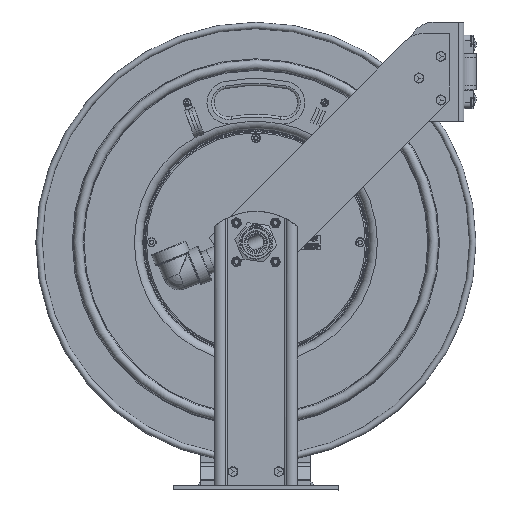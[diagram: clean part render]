
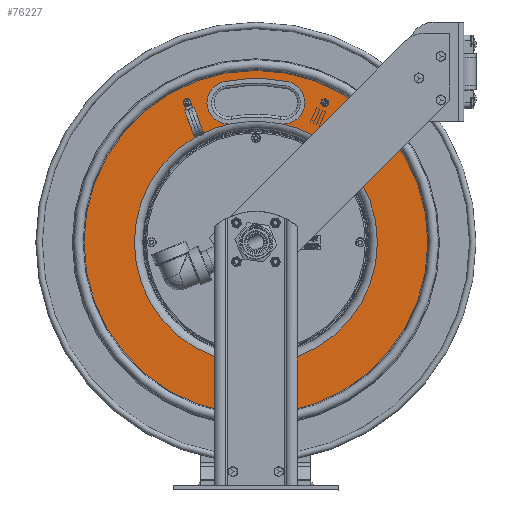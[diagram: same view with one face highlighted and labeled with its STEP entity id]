
A CAD part, top view. The second image highlights one B-rep face of the part: STEP entity #76227.
In plain terms, the highlighted planar face has unit normal (0, 0, 1).
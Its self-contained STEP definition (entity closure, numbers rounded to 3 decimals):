
#4481=FACE_BOUND('',#8753,.T.);
#4482=FACE_BOUND('',#8754,.T.);
#4483=FACE_BOUND('',#8755,.T.);
#4484=FACE_BOUND('',#8756,.T.);
#5473=FACE_OUTER_BOUND('',#8752,.T.);
#8752=EDGE_LOOP('',(#55883,#55884));
#8753=EDGE_LOOP('',(#55885,#55886));
#8754=EDGE_LOOP('',(#55887));
#8755=EDGE_LOOP('',(#55888));
#8756=EDGE_LOOP('',(#55889,#55890,#55891,#55892));
#12290=CIRCLE('',#80454,6.625);
#12291=CIRCLE('',#80455,6.625);
#12293=CIRCLE('',#80458,9.375);
#12294=CIRCLE('',#80459,9.375);
#12295=CIRCLE('',#80460,0.11);
#12296=CIRCLE('',#80461,0.11);
#12297=CIRCLE('',#80462,8.766);
#12298=CIRCLE('',#80463,1.);
#12299=CIRCLE('',#80464,6.766);
#12300=CIRCLE('',#80465,1.);
#31389=VERTEX_POINT('',#112741);
#31390=VERTEX_POINT('',#112742);
#31391=VERTEX_POINT('',#112747);
#31392=VERTEX_POINT('',#112748);
#31393=VERTEX_POINT('',#112751);
#31394=VERTEX_POINT('',#112753);
#31395=VERTEX_POINT('',#112755);
#31396=VERTEX_POINT('',#112756);
#31397=VERTEX_POINT('',#112758);
#31398=VERTEX_POINT('',#112760);
#41820=EDGE_CURVE('',#31389,#31390,#12290,.T.);
#41821=EDGE_CURVE('',#31390,#31389,#12291,.T.);
#41823=EDGE_CURVE('',#31391,#31392,#12293,.T.);
#41824=EDGE_CURVE('',#31392,#31391,#12294,.T.);
#41825=EDGE_CURVE('',#31393,#31393,#12295,.T.);
#41826=EDGE_CURVE('',#31394,#31394,#12296,.T.);
#41827=EDGE_CURVE('',#31395,#31396,#12297,.T.);
#41828=EDGE_CURVE('',#31396,#31397,#12298,.T.);
#41829=EDGE_CURVE('',#31397,#31398,#12299,.T.);
#41830=EDGE_CURVE('',#31398,#31395,#12300,.T.);
#55883=ORIENTED_EDGE('',*,*,#41823,.F.);
#55884=ORIENTED_EDGE('',*,*,#41824,.F.);
#55885=ORIENTED_EDGE('',*,*,#41820,.T.);
#55886=ORIENTED_EDGE('',*,*,#41821,.T.);
#55887=ORIENTED_EDGE('',*,*,#41825,.T.);
#55888=ORIENTED_EDGE('',*,*,#41826,.T.);
#55889=ORIENTED_EDGE('',*,*,#41827,.T.);
#55890=ORIENTED_EDGE('',*,*,#41828,.T.);
#55891=ORIENTED_EDGE('',*,*,#41829,.T.);
#55892=ORIENTED_EDGE('',*,*,#41830,.T.);
#71151=PLANE('',#80457);
#76227=ADVANCED_FACE('',(#5473,#4481,#4482,#4483,#4484),#71151,.T.);
#80454=AXIS2_PLACEMENT_3D('',#112743,#89224,#89225);
#80455=AXIS2_PLACEMENT_3D('',#112744,#89226,#89227);
#80457=AXIS2_PLACEMENT_3D('',#112746,#89230,#89231);
#80458=AXIS2_PLACEMENT_3D('',#112749,#89232,#89233);
#80459=AXIS2_PLACEMENT_3D('',#112750,#89234,#89235);
#80460=AXIS2_PLACEMENT_3D('',#112752,#89236,#89237);
#80461=AXIS2_PLACEMENT_3D('',#112754,#89238,#89239);
#80462=AXIS2_PLACEMENT_3D('',#112757,#89240,#89241);
#80463=AXIS2_PLACEMENT_3D('',#112759,#89242,#89243);
#80464=AXIS2_PLACEMENT_3D('',#112761,#89244,#89245);
#80465=AXIS2_PLACEMENT_3D('',#112762,#89246,#89247);
#89224=DIRECTION('center_axis',(0.,0.,
-1.));
#89225=DIRECTION('ref_axis',(-1.,0.,0.));
#89226=DIRECTION('center_axis',(0.,0.,
-1.));
#89227=DIRECTION('ref_axis',(-1.,0.,0.));
#89230=DIRECTION('center_axis',(0.,0.,
1.));
#89231=DIRECTION('ref_axis',(0.,1.,0.));
#89232=DIRECTION('center_axis',(0.,0.,
-1.));
#89233=DIRECTION('ref_axis',(-1.,0.,0.));
#89234=DIRECTION('center_axis',(0.,0.,
-1.));
#89235=DIRECTION('ref_axis',(-1.,0.,0.));
#89236=DIRECTION('center_axis',(0.,0.,
-1.));
#89237=DIRECTION('ref_axis',(-1.,0.,0.));
#89238=DIRECTION('center_axis',(0.,0.,
-1.));
#89239=DIRECTION('ref_axis',(-1.,0.,0.));
#89240=DIRECTION('center_axis',(0.,0.,
-1.));
#89241=DIRECTION('ref_axis',(0.193,-0.981,0.));
#89242=DIRECTION('center_axis',(0.,0.,
-1.));
#89243=DIRECTION('ref_axis',(-0.193,-0.981,0.));
#89244=DIRECTION('center_axis',(0.,0.,
1.));
#89245=DIRECTION('ref_axis',(-0.193,0.981,0.));
#89246=DIRECTION('center_axis',(0.,0.,
-1.));
#89247=DIRECTION('ref_axis',(-0.193,0.981,0.));
#112741=CARTESIAN_POINT('',(-6.625,13.49,1.582));
#112742=CARTESIAN_POINT('',(0.,20.115,1.582));
#112743=CARTESIAN_POINT('Origin',(0.,13.49,
1.582));
#112744=CARTESIAN_POINT('Origin',(0.,13.49,
1.582));
#112746=CARTESIAN_POINT('Origin',(-8.,13.49,1.582));
#112747=CARTESIAN_POINT('',(-9.375,13.49,1.582));
#112748=CARTESIAN_POINT('',(0.,22.865,1.582));
#112749=CARTESIAN_POINT('Origin',(0.,13.49,
1.582));
#112750=CARTESIAN_POINT('Origin',(0.,13.49,
1.582));
#112751=CARTESIAN_POINT('',(-3.64,21.11,1.582));
#112752=CARTESIAN_POINT('Origin',(-3.75,21.11,1.582));
#112753=CARTESIAN_POINT('',(3.86,21.11,1.582));
#112754=CARTESIAN_POINT('Origin',(3.75,21.11,1.582));
#112755=CARTESIAN_POINT('',(-1.693,22.091,1.582));
#112756=CARTESIAN_POINT('',(1.693,22.091,1.582));
#112757=CARTESIAN_POINT('Origin',(0.,13.49,
1.582));
#112758=CARTESIAN_POINT('',(1.307,20.129,1.582));
#112759=CARTESIAN_POINT('Origin',(1.5,21.11,1.582));
#112760=CARTESIAN_POINT('',(-1.307,20.129,1.582));
#112761=CARTESIAN_POINT('Origin',(0.,13.49,
1.582));
#112762=CARTESIAN_POINT('Origin',(-1.5,21.11,1.582));
